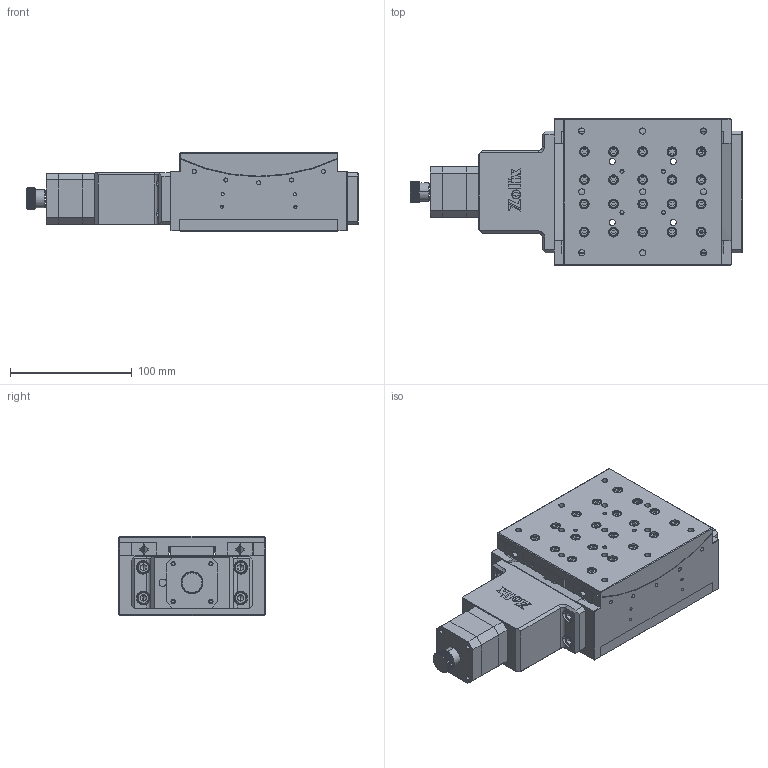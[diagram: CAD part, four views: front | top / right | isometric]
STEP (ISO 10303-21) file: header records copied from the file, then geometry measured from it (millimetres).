
FILE_DESCRIPTION (( 'STEP AP203' ), '1' );
FILE_NAME ('PSAG15-130.step', '2019-05-06T08:26:50', ( '' ), ( '' ), 'SwSTEP 2.0', 'SolidWorks 2017', '' );
FILE_SCHEMA (( 'CONFIG_CONTROL_DESIGN' ));
Length unit declared in the file: millimetre
Products named in the file (1): PSAG15-130
Bounding box: 272.5 x 120 x 65 mm (x, y, z)
Surface area: 166064 mm2 (no closed solid volume)
Topology: 0 solids, 80 shells, 1089 faces, 3610 edges, 2501 vertices
Faces by surface type: plane 637, cylinder 318, torus 76, cone 58
Entity records: 41041 total; most frequent: CARTESIAN_POINT 9766, DIRECTION 6513, ORIENTED_EDGE 5863, EDGE_CURVE 3574, VERTEX_POINT 2501, AXIS2_PLACEMENT_3D 2191, VECTOR 2131, LINE 2131
